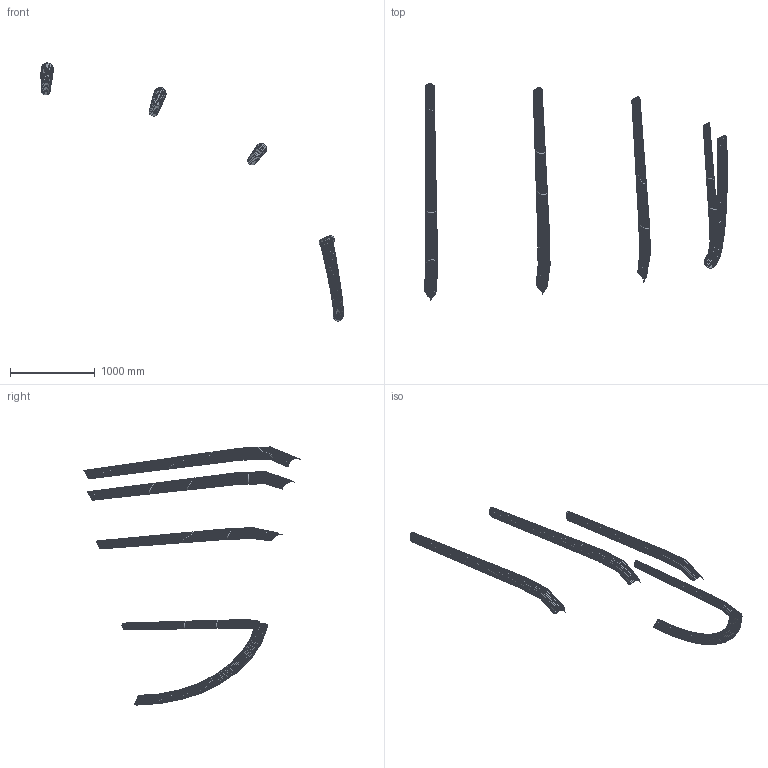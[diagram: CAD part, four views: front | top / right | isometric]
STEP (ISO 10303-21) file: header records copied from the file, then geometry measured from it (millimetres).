
FILE_DESCRIPTION(/* description */ (''),/* implementation_level */ '2;1');
FILE_NAME(/* name */ 'STRUTS~2',/* time_stamp */ '2020-05-16T20:57:38+02:00',/* author */ (''),/* organization */ (''),/* preprocessor_version */ 'ST-DEVELOPER v16.5',/* originating_system */ '',/* authorisation */ '');
FILE_SCHEMA (('AUTOMOTIVE_DESIGN'));
Length unit declared in the file: metre
Products named in the file (1): Document
Bounding box: 3567.55 x 2563.22 x 3042.95 mm (x, y, z)
Surface area: 3836799.8 mm2 (no closed solid volume)
Topology: 0 solids, 34 shells, 1632 faces, 4904 edges, 3272 vertices
Faces by surface type: bspline 1632
Entity records: 46162 total; most frequent: CARTESIAN_POINT 19895, ORIENTED_EDGE 6528, B_SPLINE_CURVE_WITH_KNOTS 4904, EDGE_CURVE 4896, VERTEX_POINT 3264, ADVANCED_FACE 1632, FACE_OUTER_BOUND 1632, EDGE_LOOP 1632
